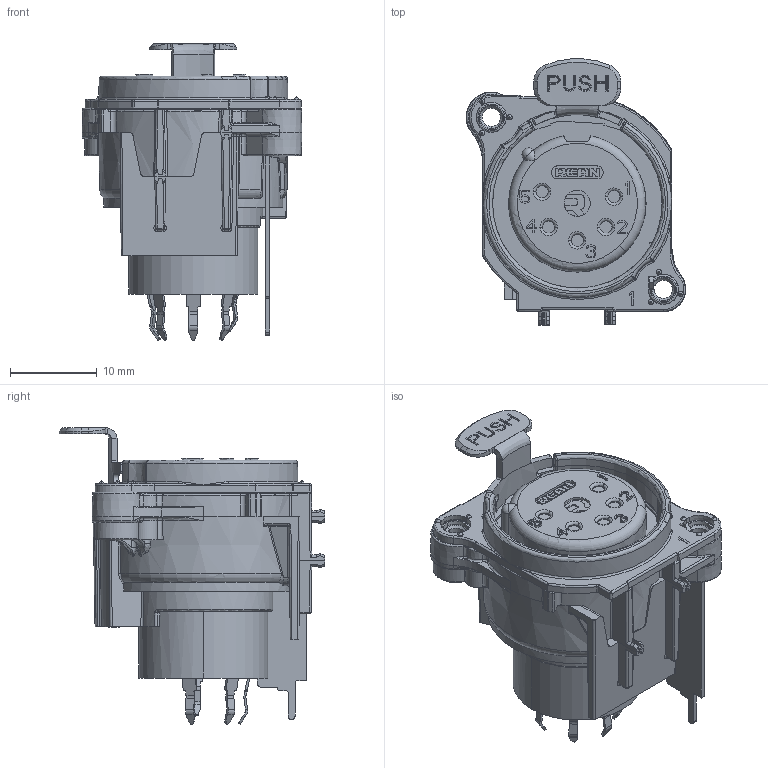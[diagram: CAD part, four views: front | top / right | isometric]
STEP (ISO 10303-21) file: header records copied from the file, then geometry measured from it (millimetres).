
FILE_DESCRIPTION((''),'2;1');
FILE_NAME('RRX5F-B-022','2024-06-27T13:35:22',('summer.xia'),(''),'CREO PARAMETRIC BY PTC INC, 2023424','CREO PARAMETRIC BY PTC INC, 2023424','');
FILE_SCHEMA(('CONFIG_CONTROL_DESIGN'));
Length unit declared in the file: millimetre
Products named in the file (1): RRX5F-B-022
Bounding box: 25.3 x 30.61 x 34.16 mm (x, y, z)
Volume: 7974.6 mm3; surface area: 4483.5 mm2
Topology: 1 solids, 1 shells, 1788 faces, 4954 edges, 3249 vertices
Faces by surface type: plane 868, cylinder 428, bspline 146, torus 142, cone 113, sphere 69, extrusion 22
Entity records: 63245 total; most frequent: CARTESIAN_POINT 19763, ORIENTED_EDGE 9508, DIRECTION 8426, EDGE_CURVE 4754, VERTEX_POINT 2963, AXIS2_PLACEMENT_3D 2847, VECTOR 2732, LINE 2710
